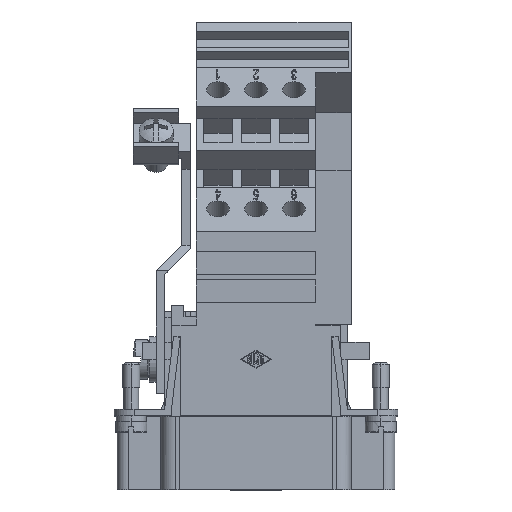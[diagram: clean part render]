
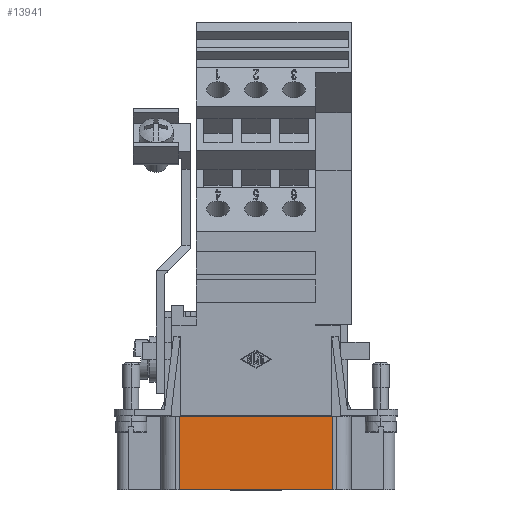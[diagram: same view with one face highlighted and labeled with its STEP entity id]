
A CAD part, top view. The second image highlights one B-rep face of the part: STEP entity #13941.
In plain terms, the highlighted planar face has unit normal (0, 0, 1).
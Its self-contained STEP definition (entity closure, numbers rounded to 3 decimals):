
#12758=CARTESIAN_POINT('',(13.35,0.0,12.5));
#12759=VERTEX_POINT('',#12758);
#12766=CARTESIAN_POINT('',(13.5,0.0,12.5));
#12767=VERTEX_POINT('',#12766);
#12768=CARTESIAN_POINT('',(13.35,0.0,12.5));
#12769=DIRECTION('',(1.0,0.0,0.0));
#12770=VECTOR('',#12769,0.15);
#12771=LINE('',#12768,#12770);
#12772=EDGE_CURVE('',#12759,#12767,#12771,.T.);
#12796=CARTESIAN_POINT('',(-13.35,0.0,12.5));
#12797=VERTEX_POINT('',#12796);
#12814=CARTESIAN_POINT('',(-13.5,0.0,12.5));
#12815=VERTEX_POINT('',#12814);
#12822=CARTESIAN_POINT('',(-13.5,0.0,12.5));
#12823=DIRECTION('',(1.0,0.0,0.0));
#12824=VECTOR('',#12823,0.15);
#12825=LINE('',#12822,#12824);
#12826=EDGE_CURVE('',#12815,#12797,#12825,.T.);
#13879=CARTESIAN_POINT('',(-13.5,-13.0,12.5));
#13880=VERTEX_POINT('',#13879);
#13887=CARTESIAN_POINT('',(-13.5,0.0,12.5));
#13888=DIRECTION('',(0.0,-1.0,0.0));
#13889=VECTOR('',#13888,13.0);
#13890=LINE('',#13887,#13889);
#13891=EDGE_CURVE('',#12815,#13880,#13890,.T.);
#13911=CARTESIAN_POINT('',(-13.5,0.0,12.5));
#13912=DIRECTION('',(0.0,0.0,1.0));
#13913=DIRECTION('',(1.0,0.0,0.0));
#13914=AXIS2_PLACEMENT_3D('',#13911,#13912,#13913);
#13915=PLANE('',#13914);
#13916=CARTESIAN_POINT('',(13.5,-13.0,12.5));
#13917=VERTEX_POINT('',#13916);
#13918=CARTESIAN_POINT('',(-13.5,-13.0,12.5));
#13919=DIRECTION('',(1.0,0.0,0.0));
#13920=VECTOR('',#13919,27.0);
#13921=LINE('',#13918,#13920);
#13922=EDGE_CURVE('',#13880,#13917,#13921,.T.);
#13923=ORIENTED_EDGE('',*,*,#13922,.T.);
#13924=CARTESIAN_POINT('',(13.5,0.0,12.5));
#13925=DIRECTION('',(0.0,-1.0,0.0));
#13926=VECTOR('',#13925,13.0);
#13927=LINE('',#13924,#13926);
#13928=EDGE_CURVE('',#12767,#13917,#13927,.T.);
#13929=ORIENTED_EDGE('',*,*,#13928,.F.);
#13930=ORIENTED_EDGE('',*,*,#12772,.F.);
#13931=CARTESIAN_POINT('',(-13.35,0.0,12.5));
#13932=DIRECTION('',(1.0,0.0,0.0));
#13933=VECTOR('',#13932,26.7);
#13934=LINE('',#13931,#13933);
#13935=EDGE_CURVE('',#12797,#12759,#13934,.T.);
#13936=ORIENTED_EDGE('',*,*,#13935,.F.);
#13937=ORIENTED_EDGE('',*,*,#12826,.F.);
#13938=ORIENTED_EDGE('',*,*,#13891,.T.);
#13939=EDGE_LOOP('',(#13923,#13929,#13930,#13936,#13937,#13938));
#13940=FACE_OUTER_BOUND('',#13939,.T.);
#13941=ADVANCED_FACE('',(#13940),#13915,.T.);
